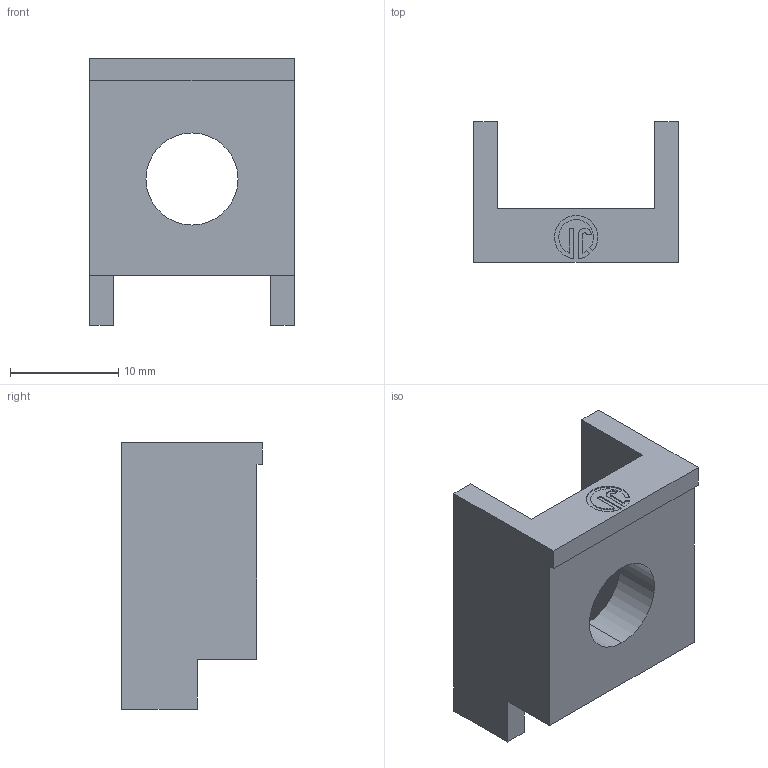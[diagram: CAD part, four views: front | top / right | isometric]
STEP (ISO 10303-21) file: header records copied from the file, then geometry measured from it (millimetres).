
FILE_DESCRIPTION (( 'STEP AP214' ), '1' );
FILE_NAME ('961YK-d8.5-C5.5.STEP', '2021-10-24T09:01:39', ( '' ), ( '' ), 'SwSTEP 2.0', 'SolidWorks 2016', '' );
FILE_SCHEMA (( 'AUTOMOTIVE_DESIGN' ));
Length unit declared in the file: millimetre
Products named in the file (2): 961YK-d8.5-C5.5
Bounding box: 18.9 x 13 x 24.6 mm (x, y, z)
Volume: 2309.6 mm3; surface area: 2016.7 mm2
Topology: 1 solids, 1 shells, 38 faces, 102 edges, 68 vertices
Faces by surface type: plane 26, cylinder 12
Entity records: 1243 total; most frequent: CARTESIAN_POINT 210, DIRECTION 206, ORIENTED_EDGE 204, EDGE_CURVE 102, LINE 78, VECTOR 78, VERTEX_POINT 68, AXIS2_PLACEMENT_3D 64
